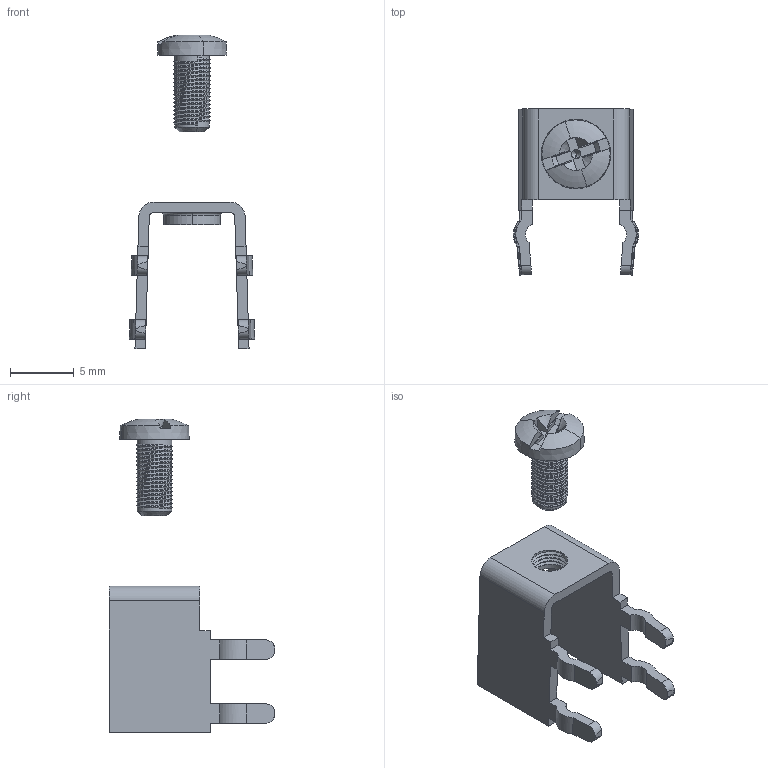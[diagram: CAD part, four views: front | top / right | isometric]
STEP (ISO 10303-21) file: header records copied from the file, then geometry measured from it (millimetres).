
FILE_DESCRIPTION (( 'STEP AP214' ), '1' );
FILE_NAME ('7689.STEP', '2007-12-17T14:56:53', ( 'Richard Maletta' ), ( '' ), 'SwSTEP 2.0', 'SolidWorks 2007', '' );
FILE_SCHEMA (( 'AUTOMOTIVE_DESIGN' ));
Length unit declared in the file: millimetre
Products named in the file (1): 7689
Bounding box: 9.81 x 13 x 24.59 mm (x, y, z)
Volume: 265.8 mm3; surface area: 748.9 mm2
Topology: 2 solids, 2 shells, 158 faces, 427 edges, 275 vertices
Faces by surface type: cylinder 70, plane 65, cone 11, torus 8, bspline 4
Entity records: 8211 total; most frequent: CARTESIAN_POINT 2859, ORIENTED_EDGE 850, DIRECTION 651, EDGE_CURVE 425, VERTEX_POINT 275, AXIS2_PLACEMENT_3D 219, VECTOR 213, LINE 213
